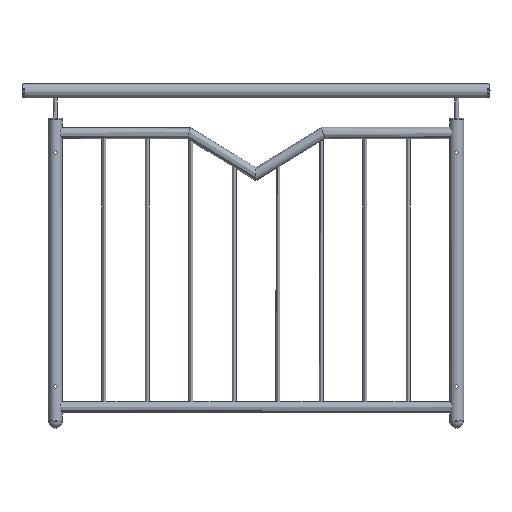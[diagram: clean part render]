
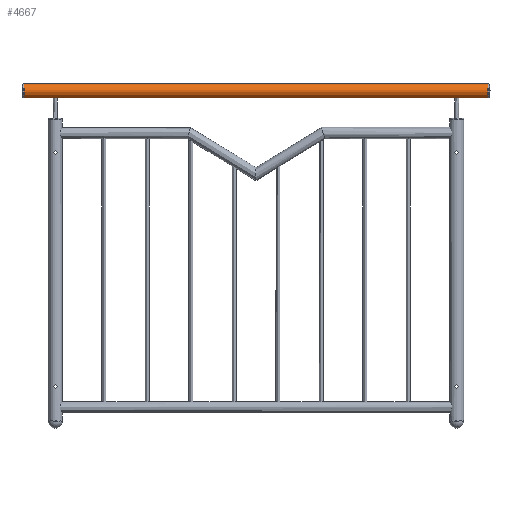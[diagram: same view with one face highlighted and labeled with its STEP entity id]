
A CAD part, top view. The second image highlights one B-rep face of the part: STEP entity #4667.
In plain terms, the highlighted cylindrical face has radius 21.2 mm (diameter 42.4 mm), a full revolution.
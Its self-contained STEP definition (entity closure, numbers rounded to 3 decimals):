
#1551 = ORIENTED_EDGE ( 'NONE', *, *, #125415, .T. ) ;
#4116 = AXIS2_PLACEMENT_3D ( 'NONE', #109788, #8353, #90821 ) ;
#4667 = ADVANCED_FACE ( 'NONE', ( #23484, #102498 ), #6143, .T. ) ;
#5407 = DIRECTION ( 'NONE',  ( -1., 0., 0. ) ) ;
#6143 = CYLINDRICAL_SURFACE ( 'NONE', #127813, 21.2 ) ;
#8353 = DIRECTION ( 'NONE',  ( 1., 0., 0. ) ) ;
#13476 = EDGE_LOOP ( 'NONE', ( #72576 ) ) ;
#14767 = CIRCLE ( 'NONE', #36374, 21.2 ) ;
#23484 = FACE_OUTER_BOUND ( 'NONE', #13476, .T. ) ;
#26247 = CIRCLE ( 'NONE', #4116, 21.2 ) ;
#32729 = DIRECTION ( 'NONE',  ( 0., 0., -1. ) ) ;
#35055 = DIRECTION ( 'NONE',  ( 0., 0., 1. ) ) ;
#36374 = AXIS2_PLACEMENT_3D ( 'NONE', #123190, #93142, #32729 ) ;
#46921 = CARTESIAN_POINT ( 'NONE',  ( 693., 0., 0. ) ) ;
#49603 = EDGE_CURVE ( 'NONE', #62878, #62878, #26247, .T. ) ;
#62878 = VERTEX_POINT ( 'NONE', #95850 ) ;
#72576 = ORIENTED_EDGE ( 'NONE', *, *, #49603, .F. ) ;
#86251 = EDGE_LOOP ( 'NONE', ( #1551 ) ) ;
#90821 = DIRECTION ( 'NONE',  ( 0., 0., -1. ) ) ;
#93142 = DIRECTION ( 'NONE',  ( 1., 0., 0. ) ) ;
#95850 = CARTESIAN_POINT ( 'NONE',  ( 693., 0., -21.2 ) ) ;
#102498 = FACE_OUTER_BOUND ( 'NONE', #86251, .T. ) ;
#105456 = VERTEX_POINT ( 'NONE', #125891 ) ;
#109788 = CARTESIAN_POINT ( 'NONE',  ( 693., 0., 0. ) ) ;
#123190 = CARTESIAN_POINT ( 'NONE',  ( -693., 0., 0. ) ) ;
#125415 = EDGE_CURVE ( 'NONE', #105456, #105456, #14767, .T. ) ;
#125891 = CARTESIAN_POINT ( 'NONE',  ( -693., 0., -21.2 ) ) ;
#127813 = AXIS2_PLACEMENT_3D ( 'NONE', #46921, #5407, #35055 ) ;
